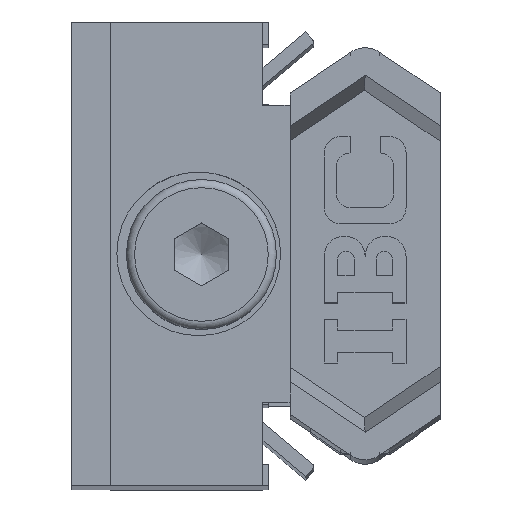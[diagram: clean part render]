
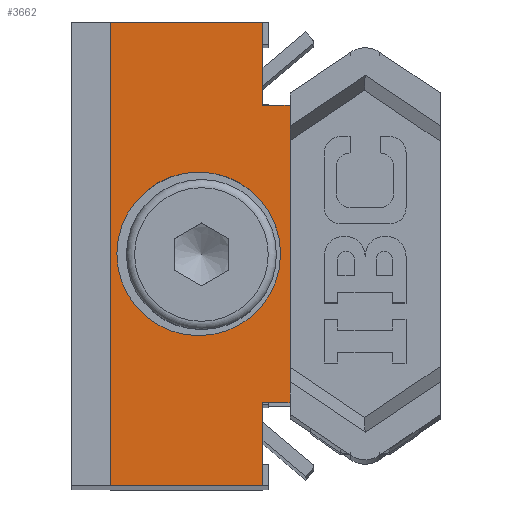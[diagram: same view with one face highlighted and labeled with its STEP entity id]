
A CAD part, top view. The second image highlights one B-rep face of the part: STEP entity #3662.
In plain terms, the highlighted face is planar.
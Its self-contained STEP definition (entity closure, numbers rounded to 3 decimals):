
#1368=CARTESIAN_POINT('',(5.45,-2.457,2.));
#1369=VERTEX_POINT('',#1368);
#1376=CARTESIAN_POINT('',(5.252,-2.751,2.));
#1377=VERTEX_POINT('',#1376);
#1378=CARTESIAN_POINT('',(5.45,-2.457,2.));
#1379=DIRECTION('',(-0.559,-0.829,0.));
#1380=VECTOR('',#1379,0.355);
#1381=LINE('',#1378,#1380);
#1382=EDGE_CURVE('',#1369,#1377,#1381,.T.);
#1628=CARTESIAN_POINT('',(-5.253,-2.751,2.));
#1629=VERTEX_POINT('',#1628);
#1636=CARTESIAN_POINT('',(-5.45,-2.458,2.));
#1637=VERTEX_POINT('',#1636);
#1638=CARTESIAN_POINT('',(-5.253,-2.751,2.));
#1639=DIRECTION('',(-0.559,0.829,0.));
#1640=VECTOR('',#1639,0.353);
#1641=LINE('',#1638,#1640);
#1642=EDGE_CURVE('',#1629,#1637,#1641,.T.);
#3262=CARTESIAN_POINT('',(-4.164,-2.751,2.0));
#3263=VERTEX_POINT('',#3262);
#3264=CARTESIAN_POINT('',(4.159,-2.751,2.0));
#3265=VERTEX_POINT('',#3264);
#3266=CARTESIAN_POINT('',(-4.164,-2.751,2.0));
#3267=DIRECTION('',(1.0,0.0,0.0));
#3268=VECTOR('',#3267,8.323);
#3269=LINE('',#3266,#3268);
#3270=EDGE_CURVE('',#3263,#3265,#3269,.T.);
#3403=CARTESIAN_POINT('',(-3.0,-6.101,1.999));
#3404=VERTEX_POINT('',#3403);
#3405=CARTESIAN_POINT('',(0.,-6.101,1.999));
#3406=DIRECTION('',(0.0,0.,1.));
#3407=DIRECTION('',(-1.0,0.0,0.0));
#3408=AXIS2_PLACEMENT_3D('',#3405,#3406,#3407);
#3409=CIRCLE('',#3408,3.0);
#3410=EDGE_CURVE('',#3404,#3404,#3409,.T.);
#3443=CARTESIAN_POINT('',(-5.45,-3.751,2.));
#3444=VERTEX_POINT('',#3443);
#3453=CARTESIAN_POINT('',(-8.5,-3.751,2.));
#3454=VERTEX_POINT('',#3453);
#3455=CARTESIAN_POINT('',(-5.45,-3.751,2.));
#3456=DIRECTION('',(-1.0,0.0,0.0));
#3457=VECTOR('',#3456,3.05);
#3458=LINE('',#3455,#3457);
#3459=EDGE_CURVE('',#3444,#3454,#3458,.T.);
#3485=CARTESIAN_POINT('',(5.45,-3.751,2.));
#3486=VERTEX_POINT('',#3485);
#3501=CARTESIAN_POINT('',(8.5,-3.751,2.));
#3502=VERTEX_POINT('',#3501);
#3509=CARTESIAN_POINT('',(8.5,-3.751,2.));
#3510=DIRECTION('',(-1.0,0.0,0.0));
#3511=VECTOR('',#3510,3.05);
#3512=LINE('',#3509,#3511);
#3513=EDGE_CURVE('',#3502,#3486,#3512,.T.);
#3525=CARTESIAN_POINT('',(8.5,-9.351,1.997));
#3526=VERTEX_POINT('',#3525);
#3533=CARTESIAN_POINT('',(8.5,-3.751,2.));
#3534=DIRECTION('',(0.0,-1.,0.));
#3535=VECTOR('',#3534,5.6);
#3536=LINE('',#3533,#3535);
#3537=EDGE_CURVE('',#3502,#3526,#3536,.T.);
#3554=CARTESIAN_POINT('',(-8.5,-9.351,1.997));
#3555=VERTEX_POINT('',#3554);
#3571=CARTESIAN_POINT('',(-8.5,-3.751,2.));
#3572=DIRECTION('',(0.0,-1.,0.));
#3573=VECTOR('',#3572,5.6);
#3574=LINE('',#3571,#3573);
#3575=EDGE_CURVE('',#3454,#3555,#3574,.T.);
#3593=CARTESIAN_POINT('',(8.5,-9.351,1.997));
#3594=DIRECTION('',(-1.0,0.0,0.0));
#3595=VECTOR('',#3594,17.0);
#3596=LINE('',#3593,#3595);
#3597=EDGE_CURVE('',#3526,#3555,#3596,.T.);
#3608=CARTESIAN_POINT('',(5.45,-3.751,2.));
#3609=DIRECTION('',(0.0,1.,0.));
#3610=VECTOR('',#3609,1.294);
#3611=LINE('',#3608,#3610);
#3612=EDGE_CURVE('',#3486,#1369,#3611,.T.);
#3625=CARTESIAN_POINT('',(5.45,-2.751,2.));
#3626=DIRECTION('',(0.,0.,-1.));
#3627=DIRECTION('',(-1.0,0.0,0.0));
#3628=AXIS2_PLACEMENT_3D('',#3625,#3626,#3627);
#3629=PLANE('',#3628);
#3630=CARTESIAN_POINT('',(-5.45,-3.751,2.));
#3631=DIRECTION('',(0.0,1.,0.));
#3632=VECTOR('',#3631,1.292);
#3633=LINE('',#3630,#3632);
#3634=EDGE_CURVE('',#3444,#1637,#3633,.T.);
#3635=ORIENTED_EDGE('',*,*,#3634,.T.);
#3636=ORIENTED_EDGE('',*,*,#1642,.F.);
#3637=CARTESIAN_POINT('',(-4.164,-2.751,2.));
#3638=DIRECTION('',(-1.0,0.0,0.0));
#3639=VECTOR('',#3638,1.089);
#3640=LINE('',#3637,#3639);
#3641=EDGE_CURVE('',#3263,#1629,#3640,.T.);
#3642=ORIENTED_EDGE('',*,*,#3641,.F.);
#3643=ORIENTED_EDGE('',*,*,#3270,.T.);
#3644=CARTESIAN_POINT('',(5.252,-2.751,2.));
#3645=DIRECTION('',(-1.0,0.0,0.0));
#3646=VECTOR('',#3645,1.092);
#3647=LINE('',#3644,#3646);
#3648=EDGE_CURVE('',#1377,#3265,#3647,.T.);
#3649=ORIENTED_EDGE('',*,*,#3648,.F.);
#3650=ORIENTED_EDGE('',*,*,#1382,.F.);
#3651=ORIENTED_EDGE('',*,*,#3612,.F.);
#3652=ORIENTED_EDGE('',*,*,#3513,.F.);
#3653=ORIENTED_EDGE('',*,*,#3537,.T.);
#3654=ORIENTED_EDGE('',*,*,#3597,.T.);
#3655=ORIENTED_EDGE('',*,*,#3575,.F.);
#3656=ORIENTED_EDGE('',*,*,#3459,.F.);
#3657=EDGE_LOOP('',(#3635,#3636,#3642,#3643,#3649,#3650,#3651,#3652,#3653,#3654,#3655,#3656));
#3658=FACE_OUTER_BOUND('',#3657,.T.);
#3659=ORIENTED_EDGE('',*,*,#3410,.T.);
#3660=EDGE_LOOP('',(#3659));
#3661=FACE_BOUND('',#3660,.T.);
#3662=ADVANCED_FACE('',(#3658,#3661),#3629,.T.);
